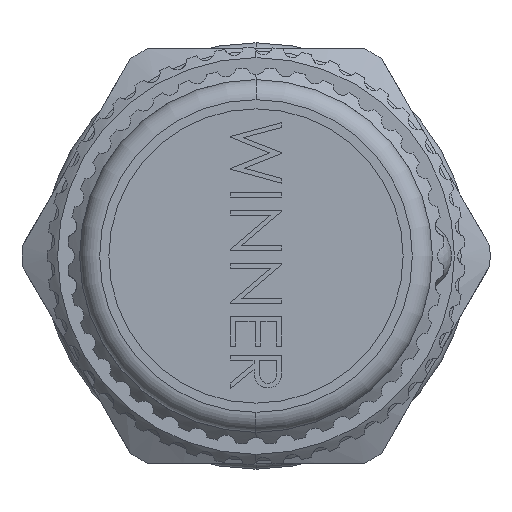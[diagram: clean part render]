
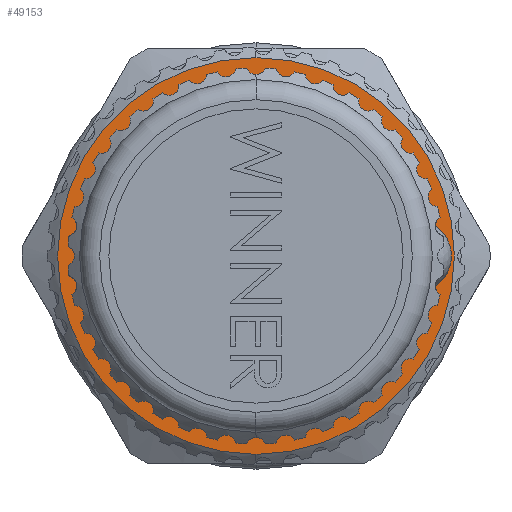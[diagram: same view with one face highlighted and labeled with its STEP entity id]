
A CAD part, left-side view. The second image highlights one B-rep face of the part: STEP entity #49153.
In plain terms, the highlighted planar face has unit normal (-1, 0, 0).
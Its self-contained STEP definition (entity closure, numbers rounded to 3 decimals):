
#945 = CARTESIAN_POINT ( 'NONE',  ( -16.4, 0., 0. ) ) ;
#3173 = EDGE_CURVE ( 'NONE', #14062, #14103, #56296, .T. ) ;
#4102 = CARTESIAN_POINT ( 'NONE',  ( -16.4, 0., 0. ) ) ;
#5403 = DIRECTION ( 'NONE',  ( 0., 0., -1. ) ) ;
#7410 = AXIS2_PLACEMENT_3D ( 'NONE', #945, #14496, #5403 ) ;
#8846 = EDGE_LOOP ( 'NONE', ( #10457, #29391 ) ) ;
#9059 = CARTESIAN_POINT ( 'NONE',  ( -16.4, 0., 15.3 ) ) ;
#9622 = ORIENTED_EDGE ( 'NONE', *, *, #58119, .T. ) ;
#10457 = ORIENTED_EDGE ( 'NONE', *, *, #22256, .F. ) ;
#11112 = DIRECTION ( 'NONE',  ( -1., 0., 0. ) ) ;
#11136 = AXIS2_PLACEMENT_3D ( 'NONE', #57235, #43811, #52750 ) ;
#14062 = VERTEX_POINT ( 'NONE', #15945 ) ;
#14103 = VERTEX_POINT ( 'NONE', #9059 ) ;
#14496 = DIRECTION ( 'NONE',  ( -1., 0., 0. ) ) ;
#14543 = CARTESIAN_POINT ( 'NONE',  ( -16.4, 0., -8.56 ) ) ;
#15945 = CARTESIAN_POINT ( 'NONE',  ( -16.4, 0., -15.3 ) ) ;
#16728 = VERTEX_POINT ( 'NONE', #21139 ) ;
#18066 = DIRECTION ( 'NONE',  ( 0., 0., -1. ) ) ;
#18597 = ORIENTED_EDGE ( 'NONE', *, *, #3173, .T. ) ;
#19577 = FACE_BOUND ( 'NONE', #8846, .T. ) ;
#20279 = EDGE_CURVE ( 'NONE', #16728, #48280, #25380, .T. ) ;
#21139 = CARTESIAN_POINT ( 'NONE',  ( -16.4, 0., 8.56 ) ) ;
#22121 = CARTESIAN_POINT ( 'NONE',  ( -16.4, 0., 0. ) ) ;
#22256 = EDGE_CURVE ( 'NONE', #48280, #16728, #53568, .T. ) ;
#24482 = AXIS2_PLACEMENT_3D ( 'NONE', #29193, #11112, #43189 ) ;
#25380 = CIRCLE ( 'NONE', #24482, 8.56 ) ;
#26816 = DIRECTION ( 'NONE',  ( 0., 0., -1. ) ) ;
#29193 = CARTESIAN_POINT ( 'NONE',  ( -16.4, 0., 0. ) ) ;
#29391 = ORIENTED_EDGE ( 'NONE', *, *, #20279, .F. ) ;
#32109 = DIRECTION ( 'NONE',  ( -1., 0., 0. ) ) ;
#35156 = EDGE_LOOP ( 'NONE', ( #9622, #18597 ) ) ;
#38365 = CIRCLE ( 'NONE', #7410, 15.3 ) ;
#40440 = AXIS2_PLACEMENT_3D ( 'NONE', #22121, #54627, #26816 ) ;
#41357 = FACE_OUTER_BOUND ( 'NONE', #35156, .T. ) ;
#43189 = DIRECTION ( 'NONE',  ( 0., 0., -1. ) ) ;
#43811 = DIRECTION ( 'NONE',  ( -1., 0., 0. ) ) ;
#48280 = VERTEX_POINT ( 'NONE', #14543 ) ;
#49153 = ADVANCED_FACE ( 'NONE', ( #19577, #41357 ), #58336, .T. ) ;
#52750 = DIRECTION ( 'NONE',  ( 0., 0., -1. ) ) ;
#53568 = CIRCLE ( 'NONE', #40440, 8.56 ) ;
#54627 = DIRECTION ( 'NONE',  ( -1., 0., 0. ) ) ;
#56232 = AXIS2_PLACEMENT_3D ( 'NONE', #4102, #32109, #18066 ) ;
#56296 = CIRCLE ( 'NONE', #11136, 15.3 ) ;
#57235 = CARTESIAN_POINT ( 'NONE',  ( -16.4, 0., 0. ) ) ;
#58119 = EDGE_CURVE ( 'NONE', #14103, #14062, #38365, .T. ) ;
#58336 = PLANE ( 'NONE',  #56232 ) ;
